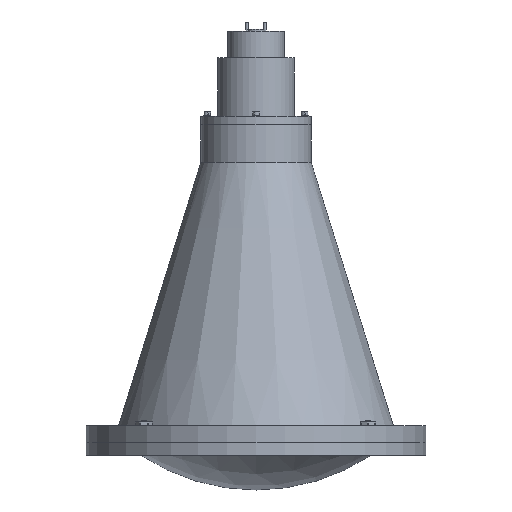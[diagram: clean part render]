
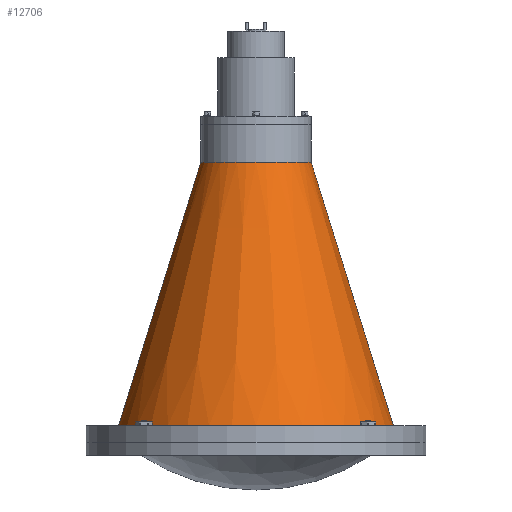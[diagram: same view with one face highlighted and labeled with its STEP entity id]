
A CAD part, front view. The second image highlights one B-rep face of the part: STEP entity #12706.
In plain terms, the highlighted conical face has half-angle 17.32 degrees and reference radius 30.963 mm.
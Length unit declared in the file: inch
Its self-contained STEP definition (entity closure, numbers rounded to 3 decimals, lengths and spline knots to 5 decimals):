
#872 = VERTEX_POINT ( 'NONE', #6962 ) ;
#1787 = VERTEX_POINT ( 'NONE', #12381 ) ;
#2192 = VERTEX_POINT ( 'NONE', #18449 ) ;
#4111 = AXIS2_PLACEMENT_3D ( 'NONE', #4631, #26354, #11159 ) ;
#4279 = CARTESIAN_POINT ( 'NONE',  ( -1.219, 0., -1.75599 ) ) ;
#4631 = CARTESIAN_POINT ( 'NONE',  ( 0., 0., -1.75599 ) ) ;
#5031 = AXIS2_PLACEMENT_3D ( 'NONE', #9599, #15985, #18394 ) ;
#5601 = ORIENTED_EDGE ( 'NONE', *, *, #23628, .F. ) ;
#6416 = CONICAL_SURFACE ( 'NONE', #5031, 1.219, 0.302 ) ;
#6962 = CARTESIAN_POINT ( 'NONE',  ( 3.03645, 0., -7.58399 ) ) ;
#8512 = ORIENTED_EDGE ( 'NONE', *, *, #13909, .F. ) ;
#9599 = CARTESIAN_POINT ( 'NONE',  ( 0., 0., -1.75599 ) ) ;
#9996 = CIRCLE ( 'NONE', #4111, 1.219 ) ;
#11159 = DIRECTION ( 'NONE',  ( 1., 0., 0. ) ) ;
#12381 = CARTESIAN_POINT ( 'NONE',  ( -3.03645, 0., -7.58399 ) ) ;
#12706 = ADVANCED_FACE ( 'NONE', ( #26790 ), #6416, .T. ) ;
#13027 = CARTESIAN_POINT ( 'NONE',  ( 1.219, 0., -1.75599 ) ) ;
#13563 = CARTESIAN_POINT ( 'NONE',  ( 1.219, 0., -1.75599 ) ) ;
#13909 = EDGE_CURVE ( 'NONE', #2192, #22227, #9996, .T. ) ;
#14798 = DIRECTION ( 'NONE',  ( -0.298, 0., -0.955 ) ) ;
#14830 = CIRCLE ( 'NONE', #18438, 3.03645 ) ;
#14934 = LINE ( 'NONE', #4279, #24335 ) ;
#15985 = DIRECTION ( 'NONE',  ( 0., 0., -1. ) ) ;
#16461 = CARTESIAN_POINT ( 'NONE',  ( 0., 0., -7.58399 ) ) ;
#17425 = DIRECTION ( 'NONE',  ( 0.298, 0., -0.955 ) ) ;
#18394 = DIRECTION ( 'NONE',  ( -1., 0., 0. ) ) ;
#18438 = AXIS2_PLACEMENT_3D ( 'NONE', #16461, #27407, #25139 ) ;
#18449 = CARTESIAN_POINT ( 'NONE',  ( -1.219, 0., -1.75599 ) ) ;
#18936 = EDGE_CURVE ( 'NONE', #2192, #1787, #14934, .T. ) ;
#19953 = EDGE_CURVE ( 'NONE', #1787, #872, #14830, .T. ) ;
#21023 = ORIENTED_EDGE ( 'NONE', *, *, #19953, .T. ) ;
#22227 = VERTEX_POINT ( 'NONE', #13563 ) ;
#23628 = EDGE_CURVE ( 'NONE', #22227, #872, #24479, .T. ) ;
#23828 = ORIENTED_EDGE ( 'NONE', *, *, #18936, .T. ) ;
#24335 = VECTOR ( 'NONE', #14798, 39.37008 ) ;
#24479 = LINE ( 'NONE', #13027, #25761 ) ;
#24677 = EDGE_LOOP ( 'NONE', ( #5601, #8512, #23828, #21023 ) ) ;
#25139 = DIRECTION ( 'NONE',  ( 1., 0., 0. ) ) ;
#25761 = VECTOR ( 'NONE', #17425, 39.37008 ) ;
#26354 = DIRECTION ( 'NONE',  ( 0., 0., 1. ) ) ;
#26790 = FACE_OUTER_BOUND ( 'NONE', #24677, .T. ) ;
#27407 = DIRECTION ( 'NONE',  ( 0., 0., 1. ) ) ;
